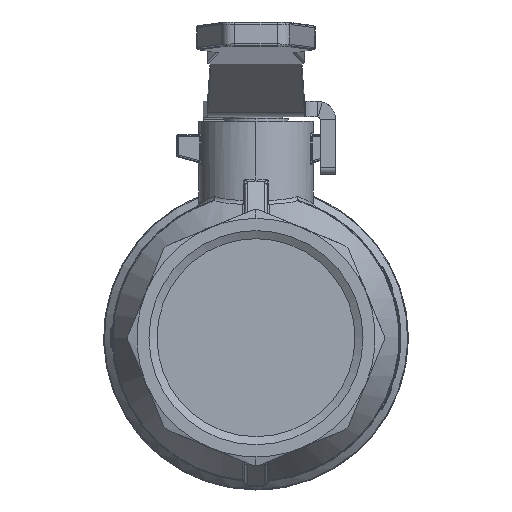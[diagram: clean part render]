
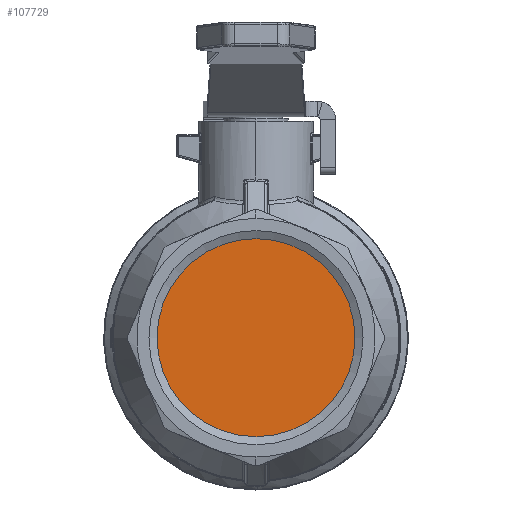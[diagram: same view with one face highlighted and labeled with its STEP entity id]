
A CAD part, left-side view. The second image highlights one B-rep face of the part: STEP entity #107729.
In plain terms, the highlighted planar face has unit normal (-1, 0, 0).
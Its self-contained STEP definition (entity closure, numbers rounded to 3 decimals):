
#9878=CARTESIAN_POINT('',(-29.5,-0.,-22.423));
#9879=VERTEX_POINT('',#9878);
#9888=CARTESIAN_POINT('',(-29.5,0.,-0.));
#9889=DIRECTION('',(1.,0.,0.));
#9890=DIRECTION('',(0.,0.,-1.));
#9891=AXIS2_PLACEMENT_3D('',#9888,#9889,#9890);
#9892=CIRCLE('',#9891,22.423);
#9893=EDGE_CURVE('',#9879,#9879,#9892,.T.);
#107721=CARTESIAN_POINT('',(-29.5,22.423,0.));
#107722=DIRECTION('',(1.,0.,0.));
#107723=DIRECTION('',(0.,1.,0.));
#107724=AXIS2_PLACEMENT_3D('',#107721,#107722,#107723);
#107725=PLANE('',#107724);
#107726=ORIENTED_EDGE('',*,*,#9893,.F.);
#107727=EDGE_LOOP('',(#107726));
#107728=FACE_BOUND('',#107727,.T.);
#107729=ADVANCED_FACE('',(#107728),#107725,.F.);
